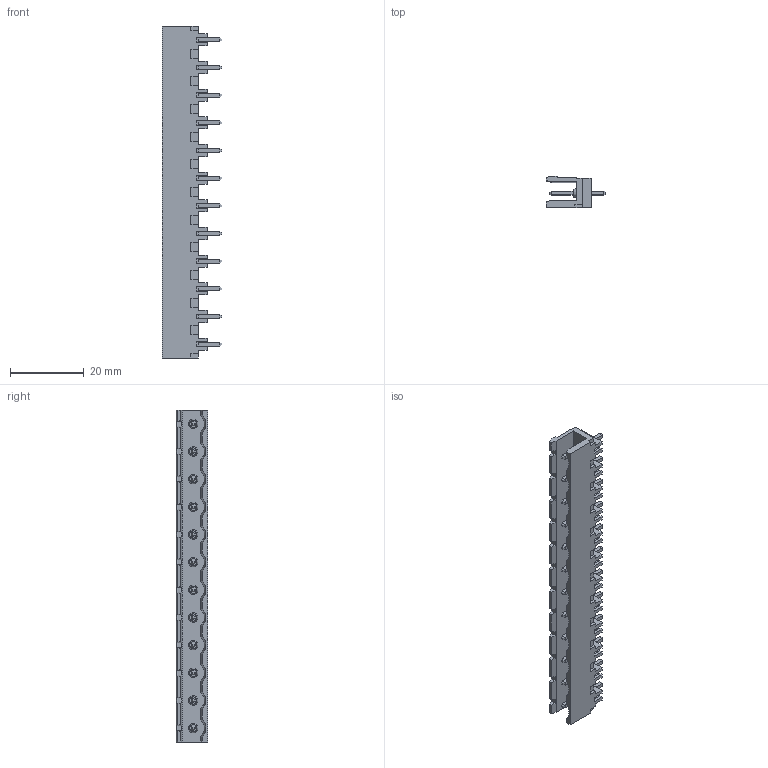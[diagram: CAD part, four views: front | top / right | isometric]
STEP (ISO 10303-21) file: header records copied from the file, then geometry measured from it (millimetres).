
FILE_DESCRIPTION( ( 'STEP AP203' ), '1' );
FILE_NAME( 'PV12-7.5-V.stp', ' ', ( ' ' ), ( ' ' ), 'PSStep 15.0.49', 'VISI 20.0', ' ' );
FILE_SCHEMA( ( 'AUTOMOTIVE_DESIGN { 1 0 10303 214 1 1 1 1 }' ) );
Length unit declared in the file: millimetre
Products named in the file (1): 1
Bounding box: 16.2 x 8.5 x 90 mm (x, y, z)
Volume: 3659.4 mm3; surface area: 6639 mm2
Topology: 1 solids, 1 shells, 715 faces, 1875 edges, 1198 vertices
Faces by surface type: plane 679, cone 24, cylinder 12
Entity records: 27022 total; most frequent: CARTESIAN_POINT 3825, ORIENTED_EDGE 3702, DIRECTION 3319, EDGE_CURVE 1851, LINE 1767, VECTOR 1767, VERTEX_POINT 1186, EDGE_LOOP 787
